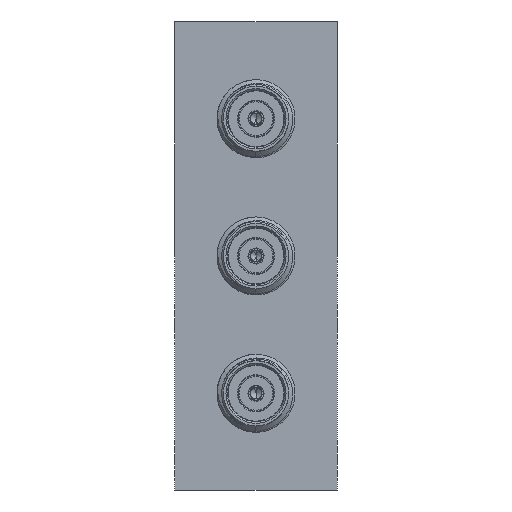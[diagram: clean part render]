
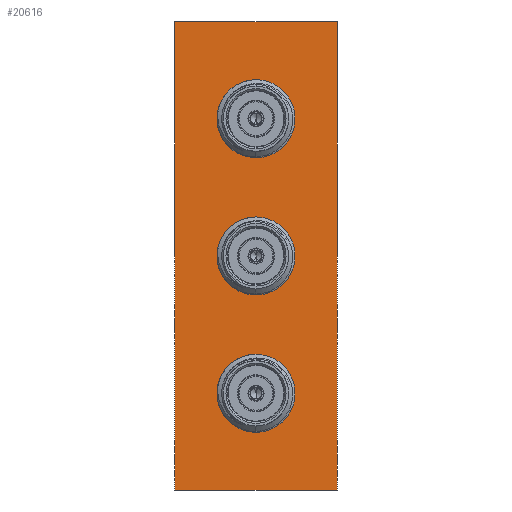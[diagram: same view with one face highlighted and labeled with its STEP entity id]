
A CAD part, front view. The second image highlights one B-rep face of the part: STEP entity #20616.
In plain terms, the highlighted planar face has unit normal (0, -1, 0).
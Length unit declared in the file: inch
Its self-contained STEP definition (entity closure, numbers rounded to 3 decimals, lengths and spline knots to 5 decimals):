
#37 = CARTESIAN_POINT ( 'NONE',  ( 0.26, -0.265, -0.75 ) ) ;
#211 = CIRCLE ( 'NONE', #10759, 0.1115 ) ;
#306 = ORIENTED_EDGE ( 'NONE', *, *, #1358, .F. ) ;
#873 = CIRCLE ( 'NONE', #8395, 0.1115 ) ;
#943 = ORIENTED_EDGE ( 'NONE', *, *, #20591, .F. ) ;
#1358 = EDGE_CURVE ( 'NONE', #3725, #17086, #18891, .T. ) ;
#1438 = CIRCLE ( 'NONE', #13501, 0.1115 ) ;
#1599 = CARTESIAN_POINT ( 'NONE',  ( 0., -0.265, 0.3285 ) ) ;
#1645 = CIRCLE ( 'NONE', #14471, 0.1115 ) ;
#1805 = EDGE_CURVE ( 'NONE', #15515, #13225, #1645, .T. ) ;
#1913 = EDGE_CURVE ( 'NONE', #8241, #9252, #8411, .T. ) ;
#2040 = DIRECTION ( 'NONE',  ( 0., -1., 0. ) ) ;
#2146 = VECTOR ( 'NONE', #9925, 39.37008 ) ;
#2749 = CARTESIAN_POINT ( 'NONE',  ( 0., -0.265, 0.44 ) ) ;
#2838 = CIRCLE ( 'NONE', #18661, 0.1115 ) ;
#3039 = LINE ( 'NONE', #12376, #7278 ) ;
#3133 = ORIENTED_EDGE ( 'NONE', *, *, #6348, .F. ) ;
#3211 = ORIENTED_EDGE ( 'NONE', *, *, #16639, .F. ) ;
#3348 = DIRECTION ( 'NONE',  ( 0., 0., -1. ) ) ;
#3725 = VERTEX_POINT ( 'NONE', #37 ) ;
#3914 = DIRECTION ( 'NONE',  ( 0., 0., -1. ) ) ;
#4391 = VERTEX_POINT ( 'NONE', #21527 ) ;
#4408 = VERTEX_POINT ( 'NONE', #1599 ) ;
#4618 = CARTESIAN_POINT ( 'NONE',  ( 0., -0.265, -0.75 ) ) ;
#4637 = DIRECTION ( 'NONE',  ( 0., 0., -1. ) ) ;
#5040 = EDGE_CURVE ( 'NONE', #9252, #8241, #2838, .T. ) ;
#5459 = DIRECTION ( 'NONE',  ( 0., 0., -1. ) ) ;
#5590 = ORIENTED_EDGE ( 'NONE', *, *, #8759, .F. ) ;
#6348 = EDGE_CURVE ( 'NONE', #4408, #4391, #211, .T. ) ;
#6568 = EDGE_LOOP ( 'NONE', ( #11429, #5590 ) ) ;
#6868 = LINE ( 'NONE', #12436, #17761 ) ;
#6900 = AXIS2_PLACEMENT_3D ( 'NONE', #23041, #10537, #14316 ) ;
#7214 = DIRECTION ( 'NONE',  ( 0., -1., 0. ) ) ;
#7278 = VECTOR ( 'NONE', #17667, 39.37008 ) ;
#7957 = EDGE_LOOP ( 'NONE', ( #15780, #3211, #306, #18942 ) ) ;
#8241 = VERTEX_POINT ( 'NONE', #20164 ) ;
#8328 = CARTESIAN_POINT ( 'NONE',  ( 0., -0.265, -0.1115 ) ) ;
#8395 = AXIS2_PLACEMENT_3D ( 'NONE', #2749, #17146, #4637 ) ;
#8411 = CIRCLE ( 'NONE', #10693, 0.1115 ) ;
#8527 = DIRECTION ( 'NONE',  ( 0., 0., -1. ) ) ;
#8724 = CARTESIAN_POINT ( 'NONE',  ( 0., -0.265, -0.3285 ) ) ;
#8759 = EDGE_CURVE ( 'NONE', #13225, #15515, #1438, .T. ) ;
#8982 = CARTESIAN_POINT ( 'NONE',  ( 0., -0.265, 0. ) ) ;
#8986 = FACE_BOUND ( 'NONE', #6568, .T. ) ;
#9150 = EDGE_CURVE ( 'NONE', #18178, #23016, #19072, .T. ) ;
#9252 = VERTEX_POINT ( 'NONE', #8328 ) ;
#9925 = DIRECTION ( 'NONE',  ( -1., 0., 0. ) ) ;
#10537 = DIRECTION ( 'NONE',  ( 0., 1., 0. ) ) ;
#10693 = AXIS2_PLACEMENT_3D ( 'NONE', #12328, #19499, #3348 ) ;
#10759 = AXIS2_PLACEMENT_3D ( 'NONE', #20185, #2040, #5459 ) ;
#10776 = FACE_BOUND ( 'NONE', #14726, .T. ) ;
#11429 = ORIENTED_EDGE ( 'NONE', *, *, #1805, .F. ) ;
#11483 = CARTESIAN_POINT ( 'NONE',  ( 0., -0.265, -0.5515 ) ) ;
#11492 = CARTESIAN_POINT ( 'NONE',  ( -0.26, -0.265, 0.75 ) ) ;
#12328 = CARTESIAN_POINT ( 'NONE',  ( 0., -0.265, 0. ) ) ;
#12376 = CARTESIAN_POINT ( 'NONE',  ( 0.26, -0.265, 0. ) ) ;
#12436 = CARTESIAN_POINT ( 'NONE',  ( -0.26, -0.265, 0. ) ) ;
#13142 = VECTOR ( 'NONE', #13541, 39.37008 ) ;
#13225 = VERTEX_POINT ( 'NONE', #11483 ) ;
#13501 = AXIS2_PLACEMENT_3D ( 'NONE', #14999, #20406, #3914 ) ;
#13541 = DIRECTION ( 'NONE',  ( 1., 0., 0. ) ) ;
#14316 = DIRECTION ( 'NONE',  ( 0., 0., 1. ) ) ;
#14435 = DIRECTION ( 'NONE',  ( 0., 0., -1. ) ) ;
#14471 = AXIS2_PLACEMENT_3D ( 'NONE', #17387, #19380, #8527 ) ;
#14726 = EDGE_LOOP ( 'NONE', ( #943, #3133 ) ) ;
#14999 = CARTESIAN_POINT ( 'NONE',  ( 0., -0.265, -0.44 ) ) ;
#15332 = ORIENTED_EDGE ( 'NONE', *, *, #1913, .F. ) ;
#15515 = VERTEX_POINT ( 'NONE', #8724 ) ;
#15639 = ORIENTED_EDGE ( 'NONE', *, *, #5040, .F. ) ;
#15780 = ORIENTED_EDGE ( 'NONE', *, *, #9150, .F. ) ;
#15845 = FACE_BOUND ( 'NONE', #21331, .T. ) ;
#15967 = PLANE ( 'NONE',  #6900 ) ;
#16639 = EDGE_CURVE ( 'NONE', #17086, #18178, #6868, .T. ) ;
#17086 = VERTEX_POINT ( 'NONE', #21301 ) ;
#17146 = DIRECTION ( 'NONE',  ( 0., -1., 0. ) ) ;
#17387 = CARTESIAN_POINT ( 'NONE',  ( 0., -0.265, -0.44 ) ) ;
#17594 = CARTESIAN_POINT ( 'NONE',  ( 0.26, -0.265, 0.75 ) ) ;
#17667 = DIRECTION ( 'NONE',  ( 0., 0., -1. ) ) ;
#17761 = VECTOR ( 'NONE', #19606, 39.37008 ) ;
#18178 = VERTEX_POINT ( 'NONE', #11492 ) ;
#18621 = CARTESIAN_POINT ( 'NONE',  ( 0., -0.265, 0.75 ) ) ;
#18661 = AXIS2_PLACEMENT_3D ( 'NONE', #8982, #7214, #14435 ) ;
#18891 = LINE ( 'NONE', #4618, #2146 ) ;
#18942 = ORIENTED_EDGE ( 'NONE', *, *, #20219, .F. ) ;
#19072 = LINE ( 'NONE', #18621, #13142 ) ;
#19380 = DIRECTION ( 'NONE',  ( 0., -1., 0. ) ) ;
#19496 = FACE_OUTER_BOUND ( 'NONE', #7957, .T. ) ;
#19499 = DIRECTION ( 'NONE',  ( 0., -1., 0. ) ) ;
#19606 = DIRECTION ( 'NONE',  ( 0., 0., 1. ) ) ;
#20164 = CARTESIAN_POINT ( 'NONE',  ( 0., -0.265, 0.1115 ) ) ;
#20185 = CARTESIAN_POINT ( 'NONE',  ( 0., -0.265, 0.44 ) ) ;
#20219 = EDGE_CURVE ( 'NONE', #23016, #3725, #3039, .T. ) ;
#20406 = DIRECTION ( 'NONE',  ( 0., -1., 0. ) ) ;
#20591 = EDGE_CURVE ( 'NONE', #4391, #4408, #873, .T. ) ;
#20616 = ADVANCED_FACE ( 'NONE', ( #19496, #8986, #15845, #10776 ), #15967, .F. ) ;
#21301 = CARTESIAN_POINT ( 'NONE',  ( -0.26, -0.265, -0.75 ) ) ;
#21331 = EDGE_LOOP ( 'NONE', ( #15332, #15639 ) ) ;
#21527 = CARTESIAN_POINT ( 'NONE',  ( 0., -0.265, 0.5515 ) ) ;
#23016 = VERTEX_POINT ( 'NONE', #17594 ) ;
#23041 = CARTESIAN_POINT ( 'NONE',  ( 0., -0.265, 0. ) ) ;
